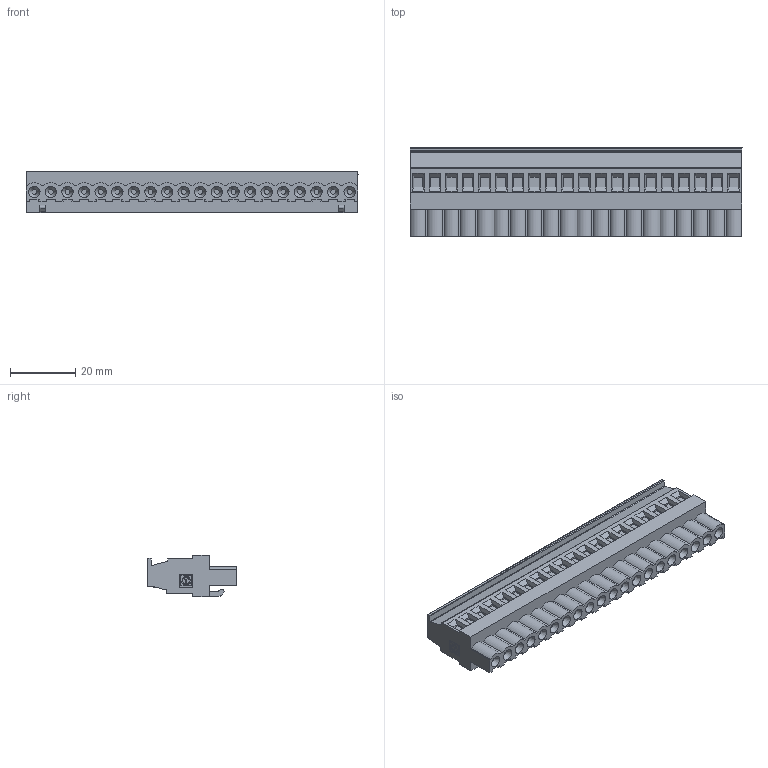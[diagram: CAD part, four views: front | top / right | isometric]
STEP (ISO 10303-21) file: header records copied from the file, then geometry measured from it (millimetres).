
FILE_DESCRIPTION(('STEP AP214'),'1');
FILE_NAME('SV20-5,08-P.stp','2020-05-11T07:17:11',(' '),(' '),'Spatial InterOp 3D',' ',' ');
FILE_SCHEMA(('automotive_design'));
Length unit declared in the file: metre
Products named in the file (1): 1
Bounding box: 101.6 x 27.1 x 12.7 mm (x, y, z)
Volume: 22729.5 mm3; surface area: 10475.9 mm2
Topology: 1 solids, 1 shells, 570 faces, 1434 edges, 930 vertices
Faces by surface type: plane 459, cylinder 90, cone 20, extrusion 1
Full cylindrical faces by diameter (mm): 1.6 x20, 4 x20
Entity records: 20734 total; most frequent: CARTESIAN_POINT 2861, DIRECTION 2685, ORIENTED_EDGE 2668, EDGE_CURVE 1334, VECTOR 1025, LINE 1024, VERTEX_POINT 890, AXIS2_PLACEMENT_3D 830
